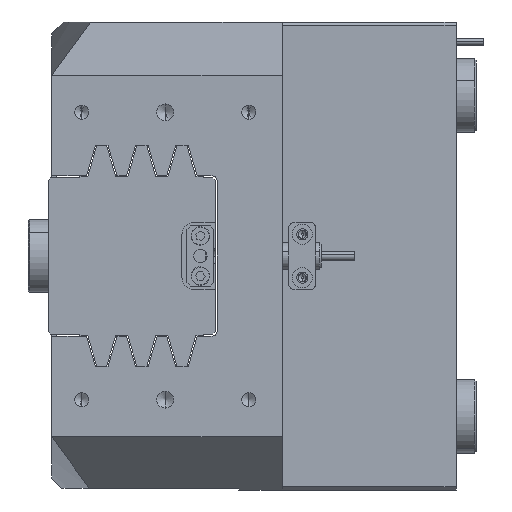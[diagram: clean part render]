
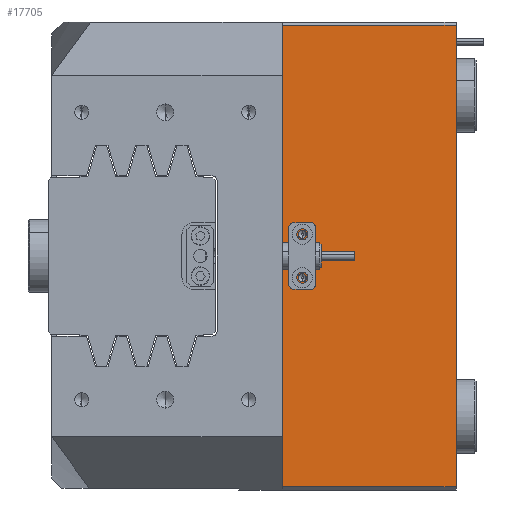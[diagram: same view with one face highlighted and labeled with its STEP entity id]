
A CAD part, left-side view. The second image highlights one B-rep face of the part: STEP entity #17705.
In plain terms, the highlighted planar face has unit normal (-1, 0, 0).
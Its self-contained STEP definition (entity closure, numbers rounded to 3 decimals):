
#868 = DIRECTION ( 'NONE',  ( 0., -1., 0. ) ) ;
#1243 = EDGE_LOOP ( 'NONE', ( #27483, #22781, #31186, #17311 ) ) ;
#2285 = CARTESIAN_POINT ( 'NONE',  ( -107., -19.5, -69. ) ) ;
#2570 = ORIENTED_EDGE ( 'NONE', *, *, #14840, .F. ) ;
#2939 = VERTEX_POINT ( 'NONE', #18931 ) ;
#3328 = DIRECTION ( 'NONE',  ( -1., 0., 0. ) ) ;
#4256 = CARTESIAN_POINT ( 'NONE',  ( -107., -71.5, -69. ) ) ;
#4830 = AXIS2_PLACEMENT_3D ( 'NONE', #17608, #33933, #14385 ) ;
#4929 = VECTOR ( 'NONE', #39093, 1000. ) ;
#5196 = ORIENTED_EDGE ( 'NONE', *, *, #39304, .F. ) ;
#5247 = VERTEX_POINT ( 'NONE', #32551 ) ;
#5625 = LINE ( 'NONE', #8509, #17637 ) ;
#5629 = DIRECTION ( 'NONE',  ( -1., 0., 0. ) ) ;
#6086 = CIRCLE ( 'NONE', #34291, 1.25 ) ;
#6849 = EDGE_CURVE ( 'NONE', #7940, #24686, #5625, .T. ) ;
#7407 = LINE ( 'NONE', #27830, #4929 ) ;
#7940 = VERTEX_POINT ( 'NONE', #11358 ) ;
#8474 = LINE ( 'NONE', #21047, #31947 ) ;
#8509 = CARTESIAN_POINT ( 'NONE',  ( -107., -19.5, 70. ) ) ;
#8709 = EDGE_CURVE ( 'NONE', #24686, #16587, #8474, .T. ) ;
#9399 = EDGE_LOOP ( 'NONE', ( #5196, #37054 ) ) ;
#9454 = DIRECTION ( 'NONE',  ( -1., 0., 0. ) ) ;
#10456 = FACE_BOUND ( 'NONE', #9399, .T. ) ;
#10938 = VERTEX_POINT ( 'NONE', #35868 ) ;
#11358 = CARTESIAN_POINT ( 'NONE',  ( -107., -19.5, 69. ) ) ;
#11644 = CIRCLE ( 'NONE', #27576, 1.25 ) ;
#11849 = VERTEX_POINT ( 'NONE', #30066 ) ;
#12352 = CIRCLE ( 'NONE', #41380, 1.25 ) ;
#14385 = DIRECTION ( 'NONE',  ( 0., 1., 0. ) ) ;
#14840 = EDGE_CURVE ( 'NONE', #11849, #10938, #11644, .T. ) ;
#14872 = CARTESIAN_POINT ( 'NONE',  ( -107., -25.5, -6.5 ) ) ;
#15152 = DIRECTION ( 'NONE',  ( 0., 0., 1. ) ) ;
#16476 = CARTESIAN_POINT ( 'NONE',  ( -107., -71.5, 69. ) ) ;
#16587 = VERTEX_POINT ( 'NONE', #4256 ) ;
#17311 = ORIENTED_EDGE ( 'NONE', *, *, #29535, .T. ) ;
#17491 = EDGE_LOOP ( 'NONE', ( #18797, #2570 ) ) ;
#17608 = CARTESIAN_POINT ( 'NONE',  ( -107., -71.5, 70. ) ) ;
#17637 = VECTOR ( 'NONE', #37696, 1000. ) ;
#17705 = ADVANCED_FACE ( 'NONE', ( #21454, #10456, #22443 ), #30326, .F. ) ;
#18699 = CARTESIAN_POINT ( 'NONE',  ( -107., -25.5, 6.5 ) ) ;
#18797 = ORIENTED_EDGE ( 'NONE', *, *, #23942, .F. ) ;
#18931 = CARTESIAN_POINT ( 'NONE',  ( -107., -71.5, 69. ) ) ;
#19874 = DIRECTION ( 'NONE',  ( 0., 0., 1. ) ) ;
#20143 = DIRECTION ( 'NONE',  ( -1., 0., 0. ) ) ;
#21047 = CARTESIAN_POINT ( 'NONE',  ( -107., -71.5, -69. ) ) ;
#21406 = EDGE_CURVE ( 'NONE', #2939, #16587, #7407, .T. ) ;
#21454 = FACE_BOUND ( 'NONE', #17491, .T. ) ;
#21872 = VECTOR ( 'NONE', #35873, 1000. ) ;
#22443 = FACE_OUTER_BOUND ( 'NONE', #1243, .T. ) ;
#22509 = CARTESIAN_POINT ( 'NONE',  ( -107., -25.5, -6.5 ) ) ;
#22781 = ORIENTED_EDGE ( 'NONE', *, *, #8709, .T. ) ;
#23898 = VERTEX_POINT ( 'NONE', #24241 ) ;
#23942 = EDGE_CURVE ( 'NONE', #10938, #11849, #35708, .T. ) ;
#24241 = CARTESIAN_POINT ( 'NONE',  ( -107., -25.5, 7.75 ) ) ;
#24686 = VERTEX_POINT ( 'NONE', #2285 ) ;
#25597 = DIRECTION ( 'NONE',  ( 0., 0., 1. ) ) ;
#25861 = LINE ( 'NONE', #16476, #21872 ) ;
#27483 = ORIENTED_EDGE ( 'NONE', *, *, #6849, .T. ) ;
#27576 = AXIS2_PLACEMENT_3D ( 'NONE', #22509, #3328, #25597 ) ;
#27830 = CARTESIAN_POINT ( 'NONE',  ( -107., -71.5, 70. ) ) ;
#29535 = EDGE_CURVE ( 'NONE', #2939, #7940, #25861, .T. ) ;
#30066 = CARTESIAN_POINT ( 'NONE',  ( -107., -25.5, -7.75 ) ) ;
#30326 = PLANE ( 'NONE',  #4830 ) ;
#31186 = ORIENTED_EDGE ( 'NONE', *, *, #21406, .F. ) ;
#31947 = VECTOR ( 'NONE', #868, 1000. ) ;
#32551 = CARTESIAN_POINT ( 'NONE',  ( -107., -25.5, 5.25 ) ) ;
#33157 = EDGE_CURVE ( 'NONE', #5247, #23898, #6086, .T. ) ;
#33933 = DIRECTION ( 'NONE',  ( 1., 0., 0. ) ) ;
#34291 = AXIS2_PLACEMENT_3D ( 'NONE', #39291, #20143, #19874 ) ;
#35708 = CIRCLE ( 'NONE', #36165, 1.25 ) ;
#35868 = CARTESIAN_POINT ( 'NONE',  ( -107., -25.5, -5.25 ) ) ;
#35873 = DIRECTION ( 'NONE',  ( 0., 1., 0. ) ) ;
#36165 = AXIS2_PLACEMENT_3D ( 'NONE', #14872, #5629, #15152 ) ;
#37054 = ORIENTED_EDGE ( 'NONE', *, *, #33157, .F. ) ;
#37696 = DIRECTION ( 'NONE',  ( 0., 0., -1. ) ) ;
#38102 = DIRECTION ( 'NONE',  ( 0., 0., 1. ) ) ;
#39093 = DIRECTION ( 'NONE',  ( 0., 0., -1. ) ) ;
#39291 = CARTESIAN_POINT ( 'NONE',  ( -107., -25.5, 6.5 ) ) ;
#39304 = EDGE_CURVE ( 'NONE', #23898, #5247, #12352, .T. ) ;
#41380 = AXIS2_PLACEMENT_3D ( 'NONE', #18699, #9454, #38102 ) ;
